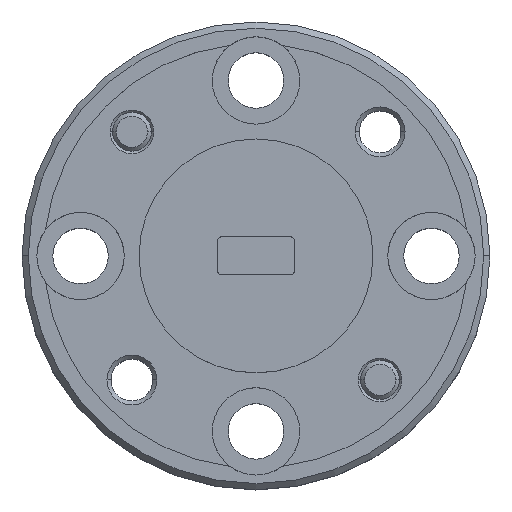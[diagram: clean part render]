
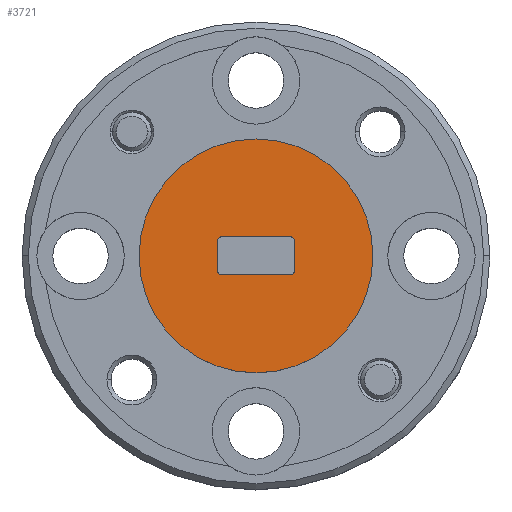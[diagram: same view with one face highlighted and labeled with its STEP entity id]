
A CAD part, top view. The second image highlights one B-rep face of the part: STEP entity #3721.
In plain terms, the highlighted planar face has unit normal (0, 0, 1).
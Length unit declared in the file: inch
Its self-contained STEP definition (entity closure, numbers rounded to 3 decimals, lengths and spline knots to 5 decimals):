
#79 = LINE ( 'NONE', #5374, #1685 ) ;
#286 = DIRECTION ( 'NONE',  ( -1., 0., 0. ) ) ;
#287 = CARTESIAN_POINT ( 'NONE',  ( -0.061, -0.0255, 0. ) ) ;
#297 = ORIENTED_EDGE ( 'NONE', *, *, #4390, .F. ) ;
#417 = DIRECTION ( 'NONE',  ( 0., -1., 0. ) ) ;
#422 = CARTESIAN_POINT ( 'NONE',  ( 0.056, -0.0255, 0. ) ) ;
#431 = FACE_BOUND ( 'NONE', #3729, .T. ) ;
#478 = CARTESIAN_POINT ( 'NONE',  ( -0.061, -0.0305, 0. ) ) ;
#717 = CARTESIAN_POINT ( 'NONE',  ( 0., 0., 0. ) ) ;
#766 = VECTOR ( 'NONE', #417, 39.37008 ) ;
#863 = AXIS2_PLACEMENT_3D ( 'NONE', #4952, #2741, #2796 ) ;
#1006 = DIRECTION ( 'NONE',  ( 0., 0., -1. ) ) ;
#1107 = DIRECTION ( 'NONE',  ( 1., 0., 0. ) ) ;
#1193 = CARTESIAN_POINT ( 'NONE',  ( 0.1875, 0., 0. ) ) ;
#1237 = VERTEX_POINT ( 'NONE', #1947 ) ;
#1297 = VERTEX_POINT ( 'NONE', #4137 ) ;
#1316 = DIRECTION ( 'NONE',  ( 1., 0., 0. ) ) ;
#1323 = EDGE_CURVE ( 'NONE', #4193, #3665, #3681, .T. ) ;
#1378 = CARTESIAN_POINT ( 'NONE',  ( 0.061, 0.0255, 0. ) ) ;
#1389 = VERTEX_POINT ( 'NONE', #1193 ) ;
#1499 = AXIS2_PLACEMENT_3D ( 'NONE', #3258, #2769, #4956 ) ;
#1524 = EDGE_CURVE ( 'NONE', #4838, #3032, #2686, .T. ) ;
#1598 = EDGE_CURVE ( 'NONE', #4193, #3032, #2847, .T. ) ;
#1621 = EDGE_LOOP ( 'NONE', ( #3298, #3493 ) ) ;
#1684 = EDGE_CURVE ( 'NONE', #1389, #5000, #5069, .T. ) ;
#1685 = VECTOR ( 'NONE', #4951, 39.37008 ) ;
#1819 = CIRCLE ( 'NONE', #3811, 0.005 ) ;
#1873 = CARTESIAN_POINT ( 'NONE',  ( 0.061, -0.0255, 0. ) ) ;
#1947 = CARTESIAN_POINT ( 'NONE',  ( -0.061, 0.0255, 0. ) ) ;
#2045 = AXIS2_PLACEMENT_3D ( 'NONE', #717, #3278, #1107 ) ;
#2134 = CARTESIAN_POINT ( 'NONE',  ( -0.056, -0.0305, 0. ) ) ;
#2173 = CARTESIAN_POINT ( 'NONE',  ( 0., 0., 0. ) ) ;
#2265 = VERTEX_POINT ( 'NONE', #3095 ) ;
#2344 = DIRECTION ( 'NONE',  ( 1., 0., 0. ) ) ;
#2460 = CARTESIAN_POINT ( 'NONE',  ( -0.061, 0.0305, 0. ) ) ;
#2686 = CIRCLE ( 'NONE', #2772, 0.005 ) ;
#2695 = CIRCLE ( 'NONE', #3238, 0.005 ) ;
#2724 = ORIENTED_EDGE ( 'NONE', *, *, #1598, .F. ) ;
#2741 = DIRECTION ( 'NONE',  ( 0., 0., 1. ) ) ;
#2750 = EDGE_CURVE ( 'NONE', #1297, #5130, #1819, .T. ) ;
#2769 = DIRECTION ( 'NONE',  ( 0., 0., -1. ) ) ;
#2772 = AXIS2_PLACEMENT_3D ( 'NONE', #422, #3560, #4807 ) ;
#2796 = DIRECTION ( 'NONE',  ( 1., 0., 0. ) ) ;
#2847 = LINE ( 'NONE', #3618, #5343 ) ;
#2891 = LINE ( 'NONE', #2460, #4793 ) ;
#3032 = VERTEX_POINT ( 'NONE', #3362 ) ;
#3095 = CARTESIAN_POINT ( 'NONE',  ( -0.056, 0.0305, 0. ) ) ;
#3207 = EDGE_CURVE ( 'NONE', #5000, #1389, #3228, .T. ) ;
#3228 = CIRCLE ( 'NONE', #2045, 0.1875 ) ;
#3238 = AXIS2_PLACEMENT_3D ( 'NONE', #5019, #1006, #2344 ) ;
#3250 = ORIENTED_EDGE ( 'NONE', *, *, #1524, .T. ) ;
#3258 = CARTESIAN_POINT ( 'NONE',  ( -0.056, -0.0255, 0. ) ) ;
#3278 = DIRECTION ( 'NONE',  ( 0., 0., 1. ) ) ;
#3298 = ORIENTED_EDGE ( 'NONE', *, *, #1684, .T. ) ;
#3362 = CARTESIAN_POINT ( 'NONE',  ( 0.056, -0.0305, 0. ) ) ;
#3372 = ORIENTED_EDGE ( 'NONE', *, *, #5258, .T. ) ;
#3384 = EDGE_CURVE ( 'NONE', #1237, #3665, #4837, .T. ) ;
#3493 = ORIENTED_EDGE ( 'NONE', *, *, #3207, .T. ) ;
#3560 = DIRECTION ( 'NONE',  ( 0., 0., -1. ) ) ;
#3618 = CARTESIAN_POINT ( 'NONE',  ( -0.061, -0.0305, 0. ) ) ;
#3665 = VERTEX_POINT ( 'NONE', #287 ) ;
#3681 = CIRCLE ( 'NONE', #1499, 0.005 ) ;
#3721 = ADVANCED_FACE ( 'NONE', ( #431, #5126 ), #5152, .T. ) ;
#3729 = EDGE_LOOP ( 'NONE', ( #4203, #5292, #297, #3250, #2724, #4007, #4246, #3372 ) ) ;
#3733 = DIRECTION ( 'NONE',  ( 1., 0., 0. ) ) ;
#3811 = AXIS2_PLACEMENT_3D ( 'NONE', #4959, #4989, #4381 ) ;
#4007 = ORIENTED_EDGE ( 'NONE', *, *, #1323, .T. ) ;
#4137 = CARTESIAN_POINT ( 'NONE',  ( 0.056, 0.0305, 0. ) ) ;
#4193 = VERTEX_POINT ( 'NONE', #2134 ) ;
#4203 = ORIENTED_EDGE ( 'NONE', *, *, #4997, .F. ) ;
#4246 = ORIENTED_EDGE ( 'NONE', *, *, #3384, .F. ) ;
#4280 = CARTESIAN_POINT ( 'NONE',  ( -0.1875, 0., 0. ) ) ;
#4381 = DIRECTION ( 'NONE',  ( 1., 0., 0. ) ) ;
#4390 = EDGE_CURVE ( 'NONE', #4838, #5130, #79, .T. ) ;
#4509 = AXIS2_PLACEMENT_3D ( 'NONE', #2173, #5639, #1316 ) ;
#4793 = VECTOR ( 'NONE', #286, 39.37008 ) ;
#4807 = DIRECTION ( 'NONE',  ( 1., 0., 0. ) ) ;
#4837 = LINE ( 'NONE', #478, #766 ) ;
#4838 = VERTEX_POINT ( 'NONE', #1873 ) ;
#4951 = DIRECTION ( 'NONE',  ( 0., 1., 0. ) ) ;
#4952 = CARTESIAN_POINT ( 'NONE',  ( 0., 0., 0. ) ) ;
#4956 = DIRECTION ( 'NONE',  ( 1., 0., 0. ) ) ;
#4959 = CARTESIAN_POINT ( 'NONE',  ( 0.056, 0.0255, 0. ) ) ;
#4989 = DIRECTION ( 'NONE',  ( 0., 0., -1. ) ) ;
#4997 = EDGE_CURVE ( 'NONE', #1297, #2265, #2891, .T. ) ;
#5000 = VERTEX_POINT ( 'NONE', #4280 ) ;
#5019 = CARTESIAN_POINT ( 'NONE',  ( -0.056, 0.0255, 0. ) ) ;
#5069 = CIRCLE ( 'NONE', #863, 0.1875 ) ;
#5126 = FACE_OUTER_BOUND ( 'NONE', #1621, .T. ) ;
#5130 = VERTEX_POINT ( 'NONE', #1378 ) ;
#5152 = PLANE ( 'NONE',  #4509 ) ;
#5258 = EDGE_CURVE ( 'NONE', #1237, #2265, #2695, .T. ) ;
#5292 = ORIENTED_EDGE ( 'NONE', *, *, #2750, .T. ) ;
#5343 = VECTOR ( 'NONE', #3733, 39.37008 ) ;
#5374 = CARTESIAN_POINT ( 'NONE',  ( 0.061, -0.0305, 0. ) ) ;
#5639 = DIRECTION ( 'NONE',  ( 0., 0., 1. ) ) ;
